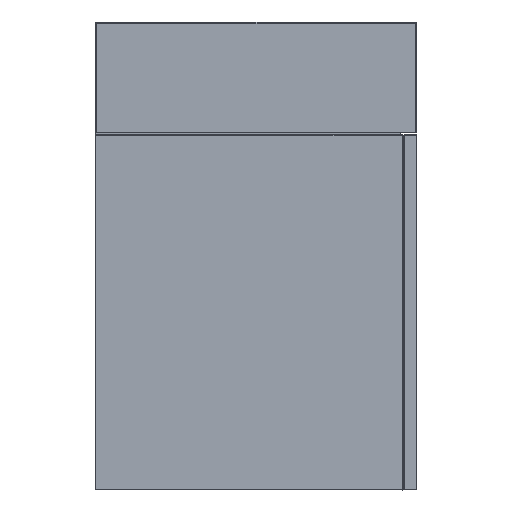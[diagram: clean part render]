
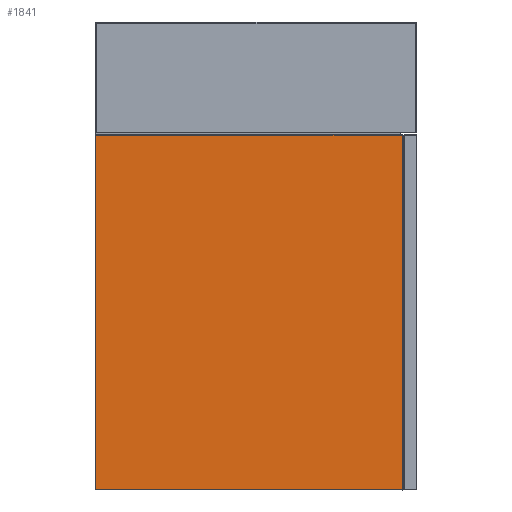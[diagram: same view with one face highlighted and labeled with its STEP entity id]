
A CAD part, left-side view. The second image highlights one B-rep face of the part: STEP entity #1841.
In plain terms, the highlighted planar face has unit normal (-1, 0, 0).
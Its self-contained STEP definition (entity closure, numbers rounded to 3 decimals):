
#1841=ADVANCED_FACE('',(#2958),#16249,.T.);
#2958=FACE_OUTER_BOUND('',#4075,.T.);
#4075=EDGE_LOOP('',(#5396,#5397,#5398,#5399));
#5396=ORIENTED_EDGE('',*,*,#10549,.F.);
#5397=ORIENTED_EDGE('',*,*,#10551,.F.);
#5398=ORIENTED_EDGE('',*,*,#10539,.F.);
#5399=ORIENTED_EDGE('',*,*,#10550,.F.);
#10539=EDGE_CURVE('',#14684,#14683,#13150,.T.);
#10549=EDGE_CURVE('',#14685,#14686,#13159,.T.);
#10550=EDGE_CURVE('',#14686,#14684,#13160,.T.);
#10551=EDGE_CURVE('',#14683,#14685,#13161,.T.);
#13150=B_SPLINE_CURVE_WITH_KNOTS('',1,(#19505,#19506),.UNSPECIFIED.,.F.,
 .F.,(2,2),(-496.,0.),.UNSPECIFIED.);
#13159=B_SPLINE_CURVE_WITH_KNOTS('',1,(#19550,#19551),.UNSPECIFIED.,.F.,
 .F.,(2,2),(0.,496.),.UNSPECIFIED.);
#13160=B_SPLINE_CURVE_WITH_KNOTS('',1,(#19552,#19553),.UNSPECIFIED.,.F.,
 .F.,(2,2),(0.,429.),.UNSPECIFIED.);
#13161=B_SPLINE_CURVE_WITH_KNOTS('',1,(#19554,#19555),.UNSPECIFIED.,.F.,
 .F.,(2,2),(0.,429.001),.UNSPECIFIED.);
#14683=VERTEX_POINT('',#19447);
#14684=VERTEX_POINT('',#19448);
#14685=VERTEX_POINT('',#19449);
#14686=VERTEX_POINT('',#19450);
#16249=PLANE('',#17387);
#17387=AXIS2_PLACEMENT_3D('',#19432,#18177,$);
#18177=DIRECTION('',(-1.,0.,0.));
#19432=CARTESIAN_POINT('',(-700.,-50.956,-259.256));
#19447=CARTESIAN_POINT('',(-700.,496.5,-214.5));
#19448=CARTESIAN_POINT('',(-700.,0.5,-214.5));
#19449=CARTESIAN_POINT('',(-700.,496.501,214.501));
#19450=CARTESIAN_POINT('',(-700.,0.5,214.5));
#19505=CARTESIAN_POINT('',(-700.,0.5,-214.5));
#19506=CARTESIAN_POINT('',(-700.,496.5,-214.5));
#19550=CARTESIAN_POINT('',(-700.,496.501,214.501));
#19551=CARTESIAN_POINT('',(-700.,0.5,214.5));
#19552=CARTESIAN_POINT('',(-700.,0.5,214.5));
#19553=CARTESIAN_POINT('',(-700.,0.5,-214.5));
#19554=CARTESIAN_POINT('',(-700.,496.5,-214.5));
#19555=CARTESIAN_POINT('',(-700.,496.501,214.501));
